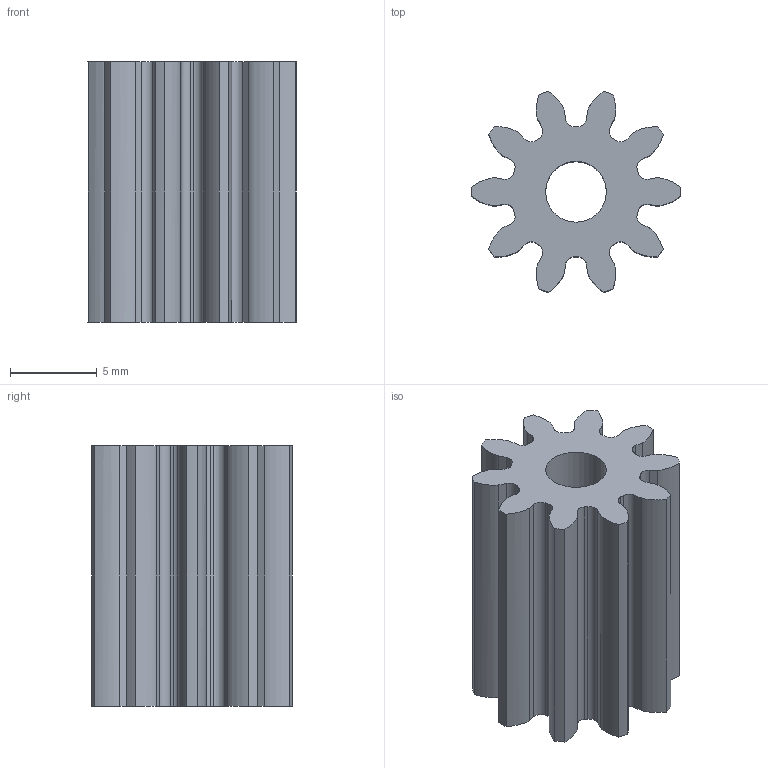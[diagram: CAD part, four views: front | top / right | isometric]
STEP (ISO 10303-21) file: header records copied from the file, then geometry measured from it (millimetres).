
FILE_DESCRIPTION(/* description */ (''),/* implementation_level */ '2;1');
FILE_NAME(/* name */ 'Driver Gear for {Power Transmission v1.step',/* time_stamp */ '2023-09-02T17:09:40+05:30',/* author */ (''),/* organization */ (''),/* preprocessor_version */ 'ST-DEVELOPER v20',/* originating_system */ 'Autodesk Translation Framework v12.9.0.99',/* authorisation */ '');
FILE_SCHEMA (('AUTOMOTIVE_DESIGN { 1 0 10303 214 3 1 1 }'));
Length unit declared in the file: millimetre
Products named in the file (2): Driver Gear for {Power Transmission; Spur Gear (10 teeth)
Assembly tree (1 placements, depth 2):
  Driver Gear for {Power Transmission
    Spur Gear (10 teeth)
Bounding box: 12 x 11.58 x 15 mm (x, y, z)
Volume: 985.8 mm3; surface area: 1217.8 mm2
Topology: 1 solids, 1 shells, 83 faces, 243 edges, 162 vertices
Faces by surface type: cylinder 41, plane 22, bspline 20
Full cylindrical faces by diameter (mm): 3.5 x1
Entity records: 8576 total; most frequent: CARTESIAN_POINT 6431, ORIENTED_EDGE 486, DIRECTION 417, EDGE_CURVE 243, VERTEX_POINT 162, AXIS2_PLACEMENT_3D 148, LINE 121, VECTOR 121
